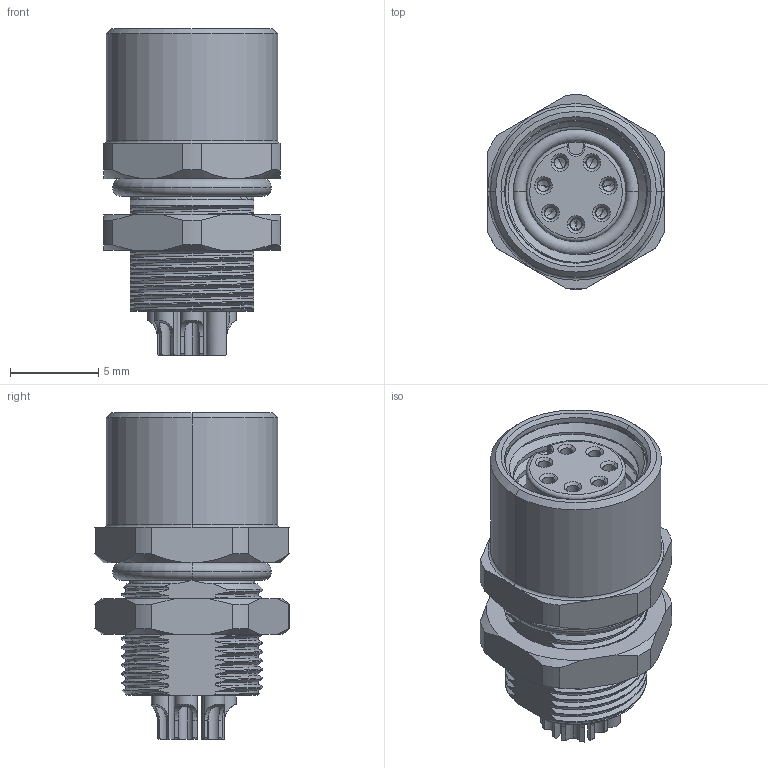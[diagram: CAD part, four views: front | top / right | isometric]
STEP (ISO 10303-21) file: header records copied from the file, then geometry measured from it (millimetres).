
FILE_DESCRIPTION((''),'2;1');
FILE_NAME('8P-K18777','2025-09-10T',('gongcheng16'),(''),'PRO/ENGINEER BY PARAMETRIC TECHNOLOGY CORPORATION, 2010280','PRO/ENGINEER BY PARAMETRIC TECHNOLOGY CORPORATION, 2010280','');
FILE_SCHEMA(('CONFIG_CONTROL_DESIGN'));
Length unit declared in the file: millimetre
Products named in the file (1): 8P-K18777
Bounding box: 10 x 10.99 x 18.5 mm (x, y, z)
Volume: 224.5 mm3; surface area: 2703.3 mm2
Topology: 1 solids, 13 shells, 719 faces, 1827 edges, 1150 vertices
Faces by surface type: cylinder 259, plane 197, cone 136, bspline 97, torus 30
Entity records: 38132 total; most frequent: CARTESIAN_POINT 21459, ORIENTED_EDGE 3598, DIRECTION 3259, EDGE_CURVE 1799, AXIS2_PLACEMENT_3D 1260, VERTEX_POINT 1150, EDGE_LOOP 785, VECTOR 739
